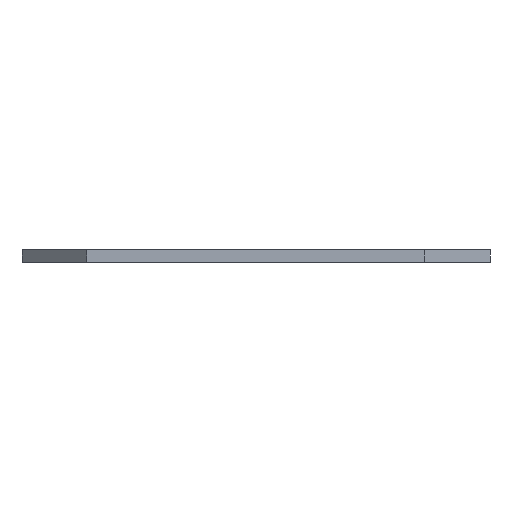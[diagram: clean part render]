
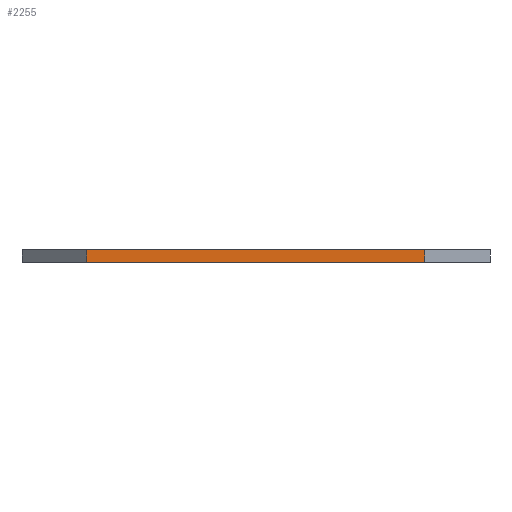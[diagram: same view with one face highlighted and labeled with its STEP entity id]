
A CAD part, front view. The second image highlights one B-rep face of the part: STEP entity #2255.
In plain terms, the highlighted planar face has unit normal (0, -1, 0).
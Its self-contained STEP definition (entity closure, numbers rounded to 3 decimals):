
#2199 = VERTEX_POINT('',#2200);
#2200 = CARTESIAN_POINT('',(-13.408,-22.546,-1.));
#2206 = EDGE_CURVE('',#2207,#2199,#2209,.T.);
#2207 = VERTEX_POINT('',#2208);
#2208 = CARTESIAN_POINT('',(-13.408,-22.546,0.));
#2209 = LINE('',#2210,#2211);
#2210 = CARTESIAN_POINT('',(-13.408,-22.546,0.));
#2211 = VECTOR('',#2212,1.);
#2212 = DIRECTION('',(0.,0.,-1.));
#2228 = EDGE_CURVE('',#2229,#2231,#2233,.T.);
#2229 = VERTEX_POINT('',#2230);
#2230 = CARTESIAN_POINT('',(13.401,-22.546,0.));
#2231 = VERTEX_POINT('',#2232);
#2232 = CARTESIAN_POINT('',(13.401,-22.546,-1.));
#2233 = LINE('',#2234,#2235);
#2234 = CARTESIAN_POINT('',(13.401,-22.546,0.));
#2235 = VECTOR('',#2236,1.);
#2236 = DIRECTION('',(0.,0.,-1.));
#2255 = ADVANCED_FACE('',(#2256),#2272,.T.);
#2256 = FACE_BOUND('',#2257,.T.);
#2257 = EDGE_LOOP('',(#2258,#2259,#2265,#2266));
#2258 = ORIENTED_EDGE('',*,*,#2206,.T.);
#2259 = ORIENTED_EDGE('',*,*,#2260,.T.);
#2260 = EDGE_CURVE('',#2199,#2231,#2261,.T.);
#2261 = LINE('',#2262,#2263);
#2262 = CARTESIAN_POINT('',(-13.408,-22.546,-1.));
#2263 = VECTOR('',#2264,1.);
#2264 = DIRECTION('',(1.,0.,0.));
#2265 = ORIENTED_EDGE('',*,*,#2228,.F.);
#2266 = ORIENTED_EDGE('',*,*,#2267,.F.);
#2267 = EDGE_CURVE('',#2207,#2229,#2268,.T.);
#2268 = LINE('',#2269,#2270);
#2269 = CARTESIAN_POINT('',(-13.408,-22.546,0.));
#2270 = VECTOR('',#2271,1.);
#2271 = DIRECTION('',(1.,0.,0.));
#2272 = PLANE('',#2273);
#2273 = AXIS2_PLACEMENT_3D('',#2274,#2275,#2276);
#2274 = CARTESIAN_POINT('',(-13.408,-22.546,0.));
#2275 = DIRECTION('',(0.,-1.,0.));
#2276 = DIRECTION('',(1.,0.,0.));
